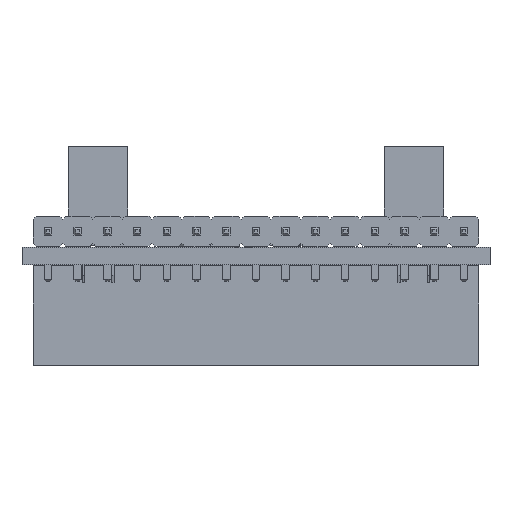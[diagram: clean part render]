
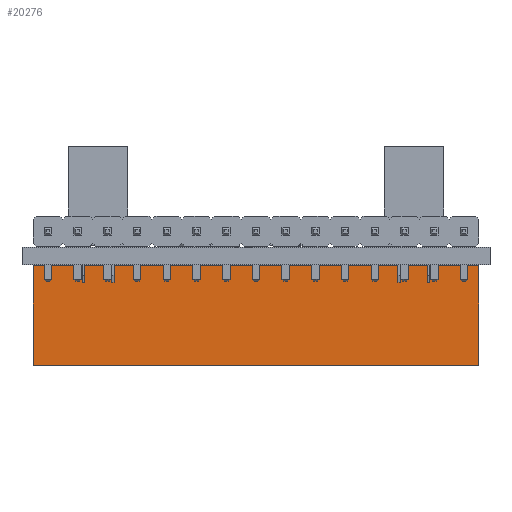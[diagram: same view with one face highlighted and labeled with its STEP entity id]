
A CAD part, front view. The second image highlights one B-rep face of the part: STEP entity #20276.
In plain terms, the highlighted face is planar.
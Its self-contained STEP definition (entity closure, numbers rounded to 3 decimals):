
#20276 = ADVANCED_FACE('',(#20277),#20311,.F.);
#20277 = FACE_BOUND('',#20278,.F.);
#20278 = EDGE_LOOP('',(#20279,#20289,#20297,#20305));
#20279 = ORIENTED_EDGE('',*,*,#20280,.T.);
#20280 = EDGE_CURVE('',#20281,#20283,#20285,.T.);
#20281 = VERTEX_POINT('',#20282);
#20282 = CARTESIAN_POINT('',(1.27,-36.83,0.));
#20283 = VERTEX_POINT('',#20284);
#20284 = CARTESIAN_POINT('',(1.27,-36.83,8.5));
#20285 = LINE('',#20286,#20287);
#20286 = CARTESIAN_POINT('',(1.27,-36.83,0.));
#20287 = VECTOR('',#20288,1.);
#20288 = DIRECTION('',(0.,0.,1.));
#20289 = ORIENTED_EDGE('',*,*,#20290,.T.);
#20290 = EDGE_CURVE('',#20283,#20291,#20293,.T.);
#20291 = VERTEX_POINT('',#20292);
#20292 = CARTESIAN_POINT('',(1.27,1.27,8.5));
#20293 = LINE('',#20294,#20295);
#20294 = CARTESIAN_POINT('',(1.27,-36.83,8.5));
#20295 = VECTOR('',#20296,1.);
#20296 = DIRECTION('',(0.,1.,0.));
#20297 = ORIENTED_EDGE('',*,*,#20298,.F.);
#20298 = EDGE_CURVE('',#20299,#20291,#20301,.T.);
#20299 = VERTEX_POINT('',#20300);
#20300 = CARTESIAN_POINT('',(1.27,1.27,0.));
#20301 = LINE('',#20302,#20303);
#20302 = CARTESIAN_POINT('',(1.27,1.27,0.));
#20303 = VECTOR('',#20304,1.);
#20304 = DIRECTION('',(0.,0.,1.));
#20305 = ORIENTED_EDGE('',*,*,#20306,.F.);
#20306 = EDGE_CURVE('',#20281,#20299,#20307,.T.);
#20307 = LINE('',#20308,#20309);
#20308 = CARTESIAN_POINT('',(1.27,-36.83,0.));
#20309 = VECTOR('',#20310,1.);
#20310 = DIRECTION('',(0.,1.,0.));
#20311 = PLANE('',#20312);
#20312 = AXIS2_PLACEMENT_3D('',#20313,#20314,#20315);
#20313 = CARTESIAN_POINT('',(1.27,-36.83,0.));
#20314 = DIRECTION('',(-1.,0.,0.));
#20315 = DIRECTION('',(0.,1.,0.));
